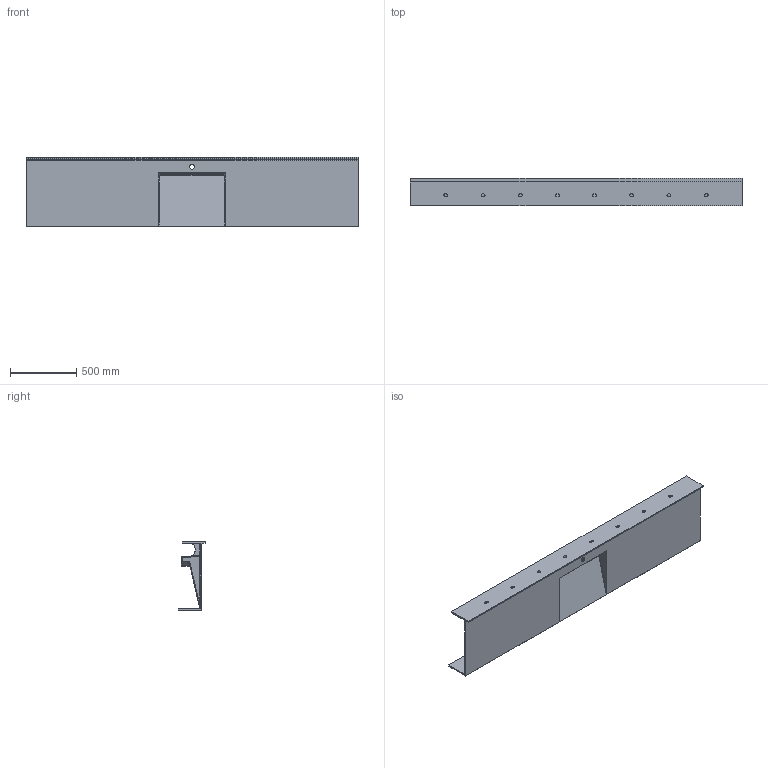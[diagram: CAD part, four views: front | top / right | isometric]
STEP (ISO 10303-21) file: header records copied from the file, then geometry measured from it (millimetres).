
FILE_DESCRIPTION (( 'STEP AP203' ), '1' );
FILE_NAME ('TRIGO_Comfort.STEP', '2021-11-19T08:22:12', ( '' ), ( '' ), 'SwSTEP 2.0', 'SolidWorks 2020', '' );
FILE_SCHEMA (( 'CONFIG_CONTROL_DESIGN' ));
Length unit declared in the file: millimetre
Products named in the file (1): TRIGO_Comfort
Bounding box: 2500 x 210 x 520 mm (x, y, z)
Volume: 28175157.8 mm3; surface area: 4606818.2 mm2
Topology: 1 solids, 1 shells, 240 faces, 622 edges, 354 vertices
Faces by surface type: cylinder 115, plane 62, bspline 37, sphere 22, torus 3, cone 1
Entity records: 8535 total; most frequent: CARTESIAN_POINT 3016, ORIENTED_EDGE 1186, DIRECTION 1109, EDGE_CURVE 593, AXIS2_PLACEMENT_3D 412, VERTEX_POINT 354, LINE 285, VECTOR 285
